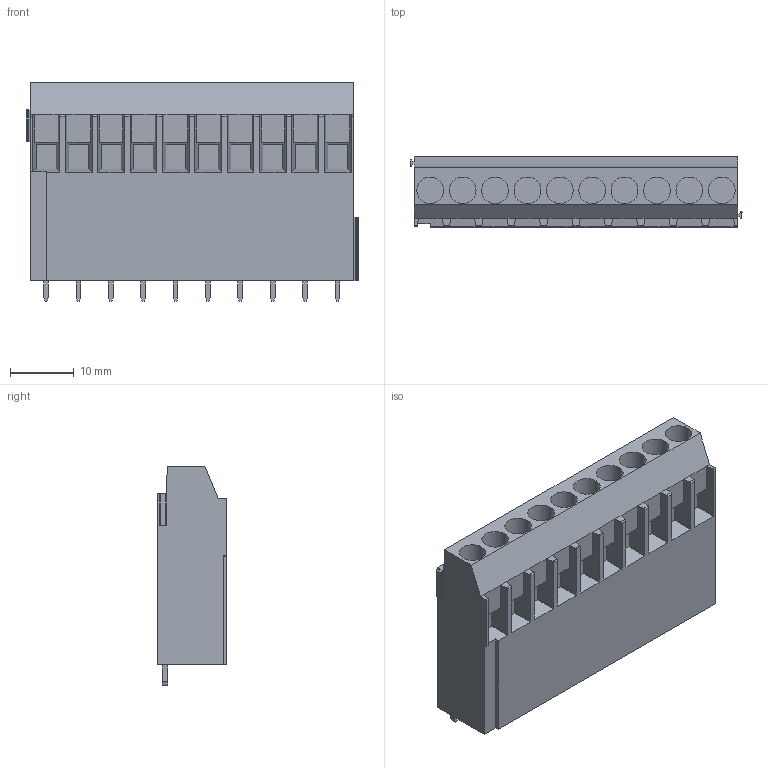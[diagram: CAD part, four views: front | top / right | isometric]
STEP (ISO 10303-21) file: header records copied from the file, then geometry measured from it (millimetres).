
FILE_DESCRIPTION(('CATIA V5 STEP Exchange','CAx-IF Rec.Pracs.--- Model Styling and Organization---1.2---2011-12-15'),'2;1');
FILE_NAME ('D1460878_0', '2018-09-07T04:31:02+00:00', ('none'), ('Weidmueller'), 'CATIA Version 5-6 Release 2014', 'CATIA V5 STEP AP214', 'none');
FILE_SCHEMA(('AUTOMOTIVE_DESIGN { 1 0 10303 214 1 1 1 1 }'));
Length unit declared in the file: millimetre
Products named in the file (1): 1975440000
Bounding box: 52.08 x 10.94 x 34.3 mm (x, y, z)
Volume: 15205.4 mm3; surface area: 5778.1 mm2
Topology: 11 solids, 11 shells, 253 faces, 653 edges, 432 vertices
Faces by surface type: plane 210, cylinder 43
Entity records: 7108 total; most frequent: CARTESIAN_POINT 1465, ORIENTED_EDGE 1306, DIRECTION 877, EDGE_CURVE 653, VECTOR 527, LINE 527, VERTEX_POINT 432, EDGE_LOOP 263
